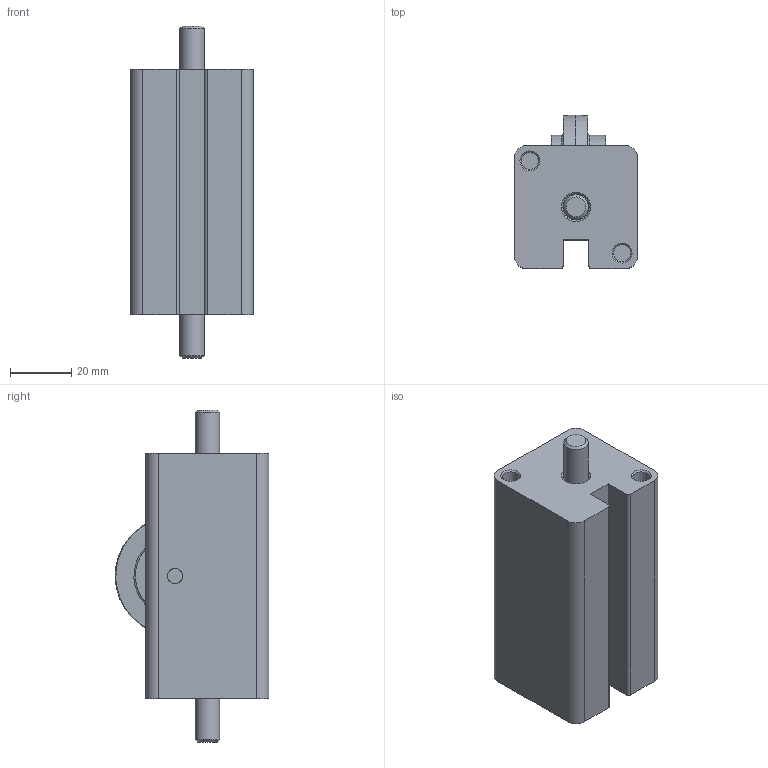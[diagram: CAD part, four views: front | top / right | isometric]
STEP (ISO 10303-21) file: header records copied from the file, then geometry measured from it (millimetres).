
FILE_DESCRIPTION(/* description */ (''),/* implementation_level */ '2;1');
FILE_NAME(/* name */ '11196_KriTec_Rolleneckverbindungssatz_8_beidseitig.stp',/* time_stamp */ '2018-05-14T15:30:46+02:00',/* author */ ('kostic'),/* organization */ (''),/* preprocessor_version */ 'ST-DEVELOPER v16.1',/* originating_system */ 'Autodesk Inventor 2016',/* authorisation */ '');
FILE_SCHEMA (('AUTOMOTIVE_DESIGN { 1 0 10303 214 3 1 1 }'));
Length unit declared in the file: millimetre
Products named in the file (7): 11197_KriTec_Rolleneckverbinder_8_beidseitig; 11163_KriTec_Rolle_8_PA; 11194_KriTec_Distanzscheibe_fuer_Rolleneckverbinder_D10_6,3x2,5; 11194_KriTec_Distanzscheibe_fuer_Rolleneckverbinder_D10_6,3x3; ISO 10642  - M6  x  40x 10.9; ISO 4762 - M8 x 25DIN EN ISO 10.9; 11196_KriTec_Rolleneckverbindungssatz_8_beidseitig
Assembly tree (7 placements, depth 2):
  11196_KriTec_Rolleneckverbindungssatz_8_beidseitig
    11197_KriTec_Rolleneckverbinder_8_beidseitig
    11163_KriTec_Rolle_8_PA
    11194_KriTec_Distanzscheibe_fuer_Rolleneckverbinder_D10_6,3x2,5
    11194_KriTec_Distanzscheibe_fuer_Rolleneckverbinder_D10_6,3x3
    ISO 10642  - M6  x  40x 10.9
    ISO 4762 - M8 x 25DIN EN ISO 10.9  x2
Bounding box: 40 x 49.97 x 108 mm (x, y, z)
Volume: 99232.1 mm3; surface area: 33943.4 mm2
Topology: 10 solids, 10 shells, 158 faces, 333 edges, 209 vertices
Faces by surface type: plane 69, cylinder 47, cone 24, torus 18
Full cylindrical faces by diameter (mm): 4.917 x1, 5.5 x4, 6 x3, 6.2 x1, 6.3 x3, 8 x2, 8.5 x2, 9.9 x4, 10 x2, 11.34 x1, 12 x1, 12.7 x1, 13 x2, 15.1 x4, 19 x4, 25.8 x2
Entity records: 3661 total; most frequent: DIRECTION 641, CARTESIAN_POINT 591, ORIENTED_EDGE 436, AXIS2_PLACEMENT_3D 279, EDGE_LOOP 245, EDGE_CURVE 218, VERTEX_POINT 175, FACE_OUTER_BOUND 143
